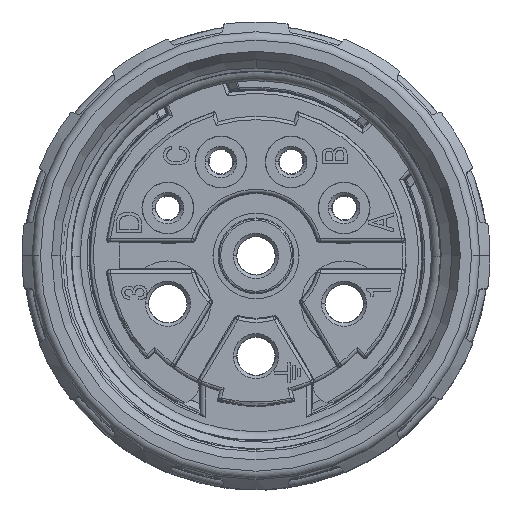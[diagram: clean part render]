
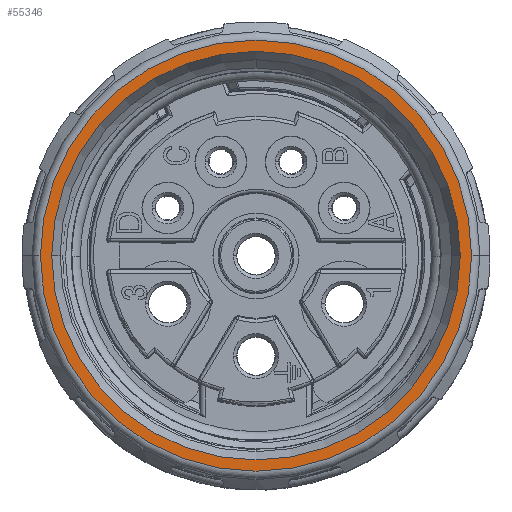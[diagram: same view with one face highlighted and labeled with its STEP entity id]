
A CAD part, top view. The second image highlights one B-rep face of the part: STEP entity #55346.
In plain terms, the highlighted planar face has unit normal (0, 0, 1).
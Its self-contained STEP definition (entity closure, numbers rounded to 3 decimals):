
#3869=CARTESIAN_POINT('',(0.,0.,57.2));
#3870=DIRECTION('',(0.,0.,1.));
#3871=DIRECTION('',(-1.,0.,0.));
#3872=AXIS2_PLACEMENT_3D('',#3869,#3870,#3871);
#3874=CARTESIAN_POINT('',(0.,0.,57.2));
#3875=DIRECTION('',(0.,0.,1.));
#3876=DIRECTION('',(1.,0.,0.));
#3877=AXIS2_PLACEMENT_3D('',#3874,#3875,#3876);
#3879=CARTESIAN_POINT('',(0.,0.,57.2));
#3880=DIRECTION('',(0.,0.,1.));
#3881=DIRECTION('',(1.,0.,0.));
#3882=AXIS2_PLACEMENT_3D('',#3879,#3880,#3881);
#3884=CARTESIAN_POINT('',(0.,0.,57.2));
#3885=DIRECTION('',(0.,0.,1.));
#3886=DIRECTION('',(-1.,0.,0.));
#3887=AXIS2_PLACEMENT_3D('',#3884,#3885,#3886);
#48314=CARTESIAN_POINT('',(12.225,0.,57.2));
#48315=CARTESIAN_POINT('',(-12.225,0.,57.2));
#48316=VERTEX_POINT('',#48314);
#48317=VERTEX_POINT('',#48315);
#48750=CARTESIAN_POINT('',(-12.9,0.,57.2));
#48751=CARTESIAN_POINT('',(12.9,0.,57.2));
#48752=VERTEX_POINT('',#48750);
#48753=VERTEX_POINT('',#48751);
#55331=CARTESIAN_POINT('',(0.,0.,57.2));
#55332=DIRECTION('',(0.,0.,-1.));
#55333=DIRECTION('',(1.,0.,0.));
#55334=AXIS2_PLACEMENT_3D('',#55331,#55332,#55333);
#55335=PLANE('',#55334);
#55337=ORIENTED_EDGE('',*,*,#55336,.F.);
#55339=ORIENTED_EDGE('',*,*,#55338,.F.);
#55340=EDGE_LOOP('',(#55337,#55339));
#55341=FACE_OUTER_BOUND('',#55340,.F.);
#55342=ORIENTED_EDGE('',*,*,#55325,.T.);
#55343=ORIENTED_EDGE('',*,*,#55311,.T.);
#55344=EDGE_LOOP('',(#55342,#55343));
#55345=FACE_BOUND('',#55344,.F.);
#3873=CIRCLE('',#3872,12.9);
#3878=CIRCLE('',#3877,12.9);
#3883=CIRCLE('',#3882,12.225);
#3888=CIRCLE('',#3887,12.225);
#55311=EDGE_CURVE('',#48317,#48316,#3888,.T.);
#55325=EDGE_CURVE('',#48316,#48317,#3883,.T.);
#55336=EDGE_CURVE('',#48752,#48753,#3873,.T.);
#55338=EDGE_CURVE('',#48753,#48752,#3878,.T.);
#55346=ADVANCED_FACE('',(#55341,#55345),#55335,.F.);
